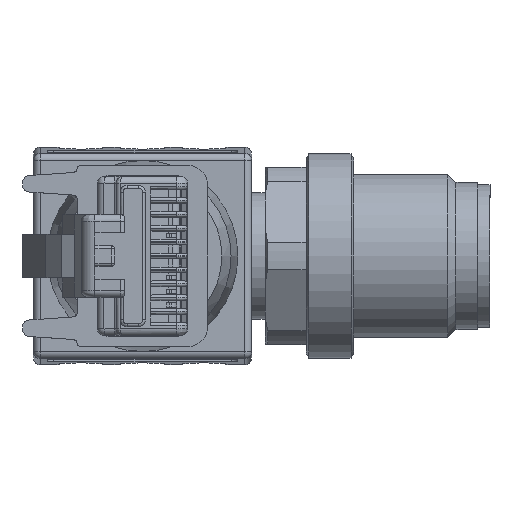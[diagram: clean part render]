
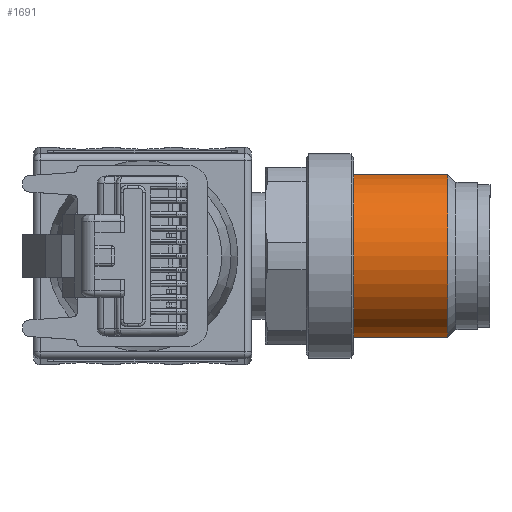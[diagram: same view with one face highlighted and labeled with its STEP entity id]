
A CAD part, left-side view. The second image highlights one B-rep face of the part: STEP entity #1691.
In plain terms, the highlighted cylindrical face has radius 6 mm (diameter 12 mm), a full revolution.
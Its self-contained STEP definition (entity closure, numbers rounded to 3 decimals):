
#1691=ADVANCED_FACE('',(#5753,#5754),#2595,.T.);
#2595=CYLINDRICAL_SURFACE('',#15929,6.);
#5753=FACE_BOUND('',#5839,.T.);
#5754=FACE_BOUND('',#5840,.T.);
#5839=EDGE_LOOP('',(#6806));
#5840=EDGE_LOOP('',(#6807));
#6806=ORIENTED_EDGE('',*,*,#12874,.F.);
#6807=ORIENTED_EDGE('',*,*,#12875,.T.);
#11420=VERTEX_POINT('',#22162);
#11421=VERTEX_POINT('',#22165);
#12874=EDGE_CURVE('',#11420,#11420,#15178,.T.);
#12875=EDGE_CURVE('',#11421,#11421,#15179,.T.);
#15178=CIRCLE('',#15926,6.);
#15179=CIRCLE('',#15928,6.);
#15926=AXIS2_PLACEMENT_3D('',#22161,#17545,#17546);
#15928=AXIS2_PLACEMENT_3D('',#22164,#17549,#17550);
#15929=AXIS2_PLACEMENT_3D('',#22166,#17551,#17552);
#17545=DIRECTION('',(0.,-1.,0.));
#17546=DIRECTION('',(0.5,0.,-0.866));
#17549=DIRECTION('',(0.,-1.,0.));
#17550=DIRECTION('',(0.866,0.,-0.5));
#17551=DIRECTION('',(0.,-1.,0.));
#17552=DIRECTION('',(0.5,0.,-0.866));
#22161=CARTESIAN_POINT('',(177.101,-22.4,0.));
#22162=CARTESIAN_POINT('',(180.101,-22.4,-5.196));
#22164=CARTESIAN_POINT('',(177.101,-15.5,0.));
#22165=CARTESIAN_POINT('',(182.297,-15.5,-3.));
#22166=CARTESIAN_POINT('',(177.101,-24.5,0.));
